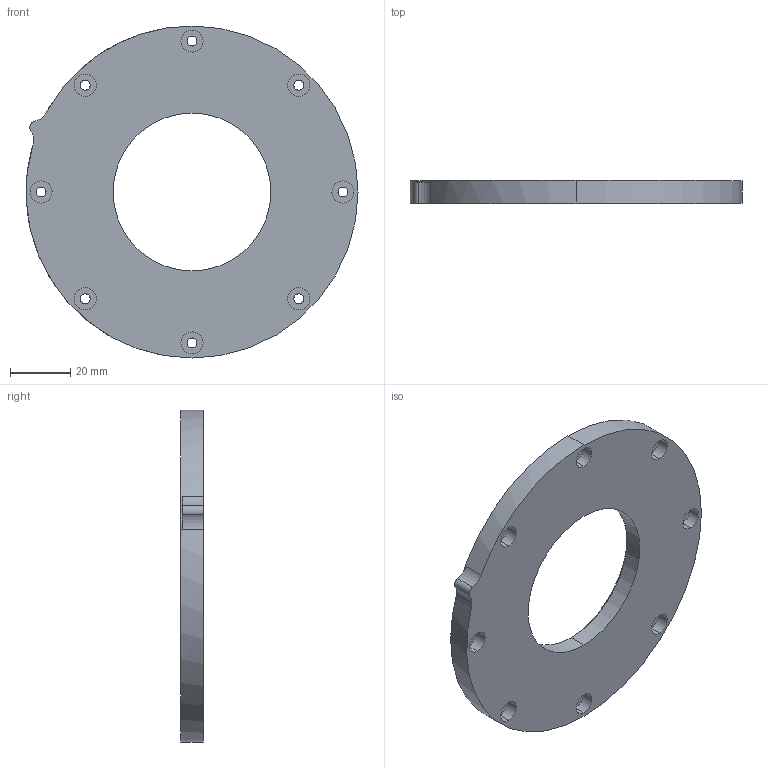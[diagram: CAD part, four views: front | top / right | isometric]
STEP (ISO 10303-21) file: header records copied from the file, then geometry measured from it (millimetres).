
FILE_DESCRIPTION (( 'STEP AP214' ), '1' );
FILE_NAME ('top_ cover_gb.STEP', '2025-02-06T07:09:03', ( '' ), ( '' ), 'SwSTEP 2.0', 'SolidWorks 2023', '' );
FILE_SCHEMA (( 'AUTOMOTIVE_DESIGN' ));
Length unit declared in the file: millimetre
Products named in the file (1): top_ cover_gb
Bounding box: 110 x 7.5 x 110 mm (x, y, z)
Volume: 52467.7 mm3; surface area: 19406.4 mm2
Topology: 1 solids, 1 shells, 55 faces, 130 edges, 86 vertices
Faces by surface type: cylinder 41, plane 12, cone 2
Entity records: 1693 total; most frequent: DIRECTION 328, CARTESIAN_POINT 272, ORIENTED_EDGE 260, AXIS2_PLACEMENT_3D 142, EDGE_CURVE 130, VERTEX_POINT 86, CIRCLE 86, EDGE_LOOP 82
